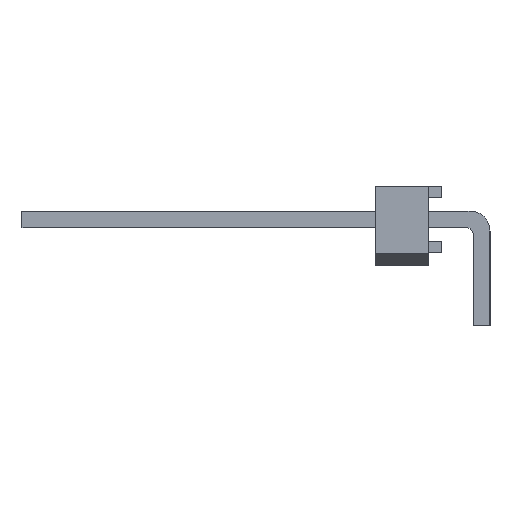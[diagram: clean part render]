
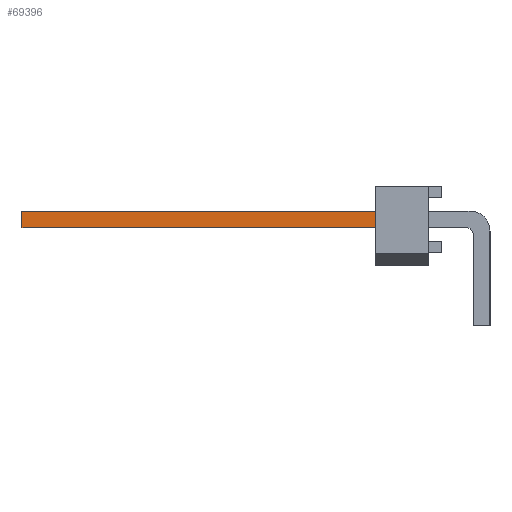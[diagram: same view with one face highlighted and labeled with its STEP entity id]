
A CAD part, left-side view. The second image highlights one B-rep face of the part: STEP entity #69396.
In plain terms, the highlighted face is planar.
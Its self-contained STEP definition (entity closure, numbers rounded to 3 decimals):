
#66519 = VERTEX_POINT('',#66520);
#66520 = CARTESIAN_POINT('',(57.468,17.526,-0.318));
#66526 = EDGE_CURVE('',#66527,#66519,#66529,.T.);
#66527 = VERTEX_POINT('',#66528);
#66528 = CARTESIAN_POINT('',(57.468,2.921,-0.318));
#66529 = LINE('',#66530,#66531);
#66530 = CARTESIAN_POINT('',(57.468,0.445,-0.318));
#66531 = VECTOR('',#66532,1.);
#66532 = DIRECTION('',(0.,1.,0.));
#68359 = VERTEX_POINT('',#68360);
#68360 = CARTESIAN_POINT('',(57.468,2.921,0.318));
#68366 = EDGE_CURVE('',#68367,#68359,#68369,.T.);
#68367 = VERTEX_POINT('',#68368);
#68368 = CARTESIAN_POINT('',(57.468,17.526,0.318));
#68369 = LINE('',#68370,#68371);
#68370 = CARTESIAN_POINT('',(57.468,17.526,0.318));
#68371 = VECTOR('',#68372,1.);
#68372 = DIRECTION('',(0.,-1.,0.));
#69385 = EDGE_CURVE('',#66519,#68367,#69386,.T.);
#69386 = LINE('',#69387,#69388);
#69387 = CARTESIAN_POINT('',(57.468,17.526,-0.318));
#69388 = VECTOR('',#69389,1.);
#69389 = DIRECTION('',(0.,0.,1.));
#69396 = ADVANCED_FACE('',(#69397),#69408,.T.);
#69397 = FACE_BOUND('',#69398,.T.);
#69398 = EDGE_LOOP('',(#69399,#69400,#69406,#69407));
#69399 = ORIENTED_EDGE('',*,*,#68366,.T.);
#69400 = ORIENTED_EDGE('',*,*,#69401,.T.);
#69401 = EDGE_CURVE('',#68359,#66527,#69402,.T.);
#69402 = LINE('',#69403,#69404);
#69403 = CARTESIAN_POINT('',(57.468,2.921,0.445));
#69404 = VECTOR('',#69405,1.);
#69405 = DIRECTION('',(0.,0.,-1.));
#69406 = ORIENTED_EDGE('',*,*,#66526,.T.);
#69407 = ORIENTED_EDGE('',*,*,#69385,.T.);
#69408 = PLANE('',#69409);
#69409 = AXIS2_PLACEMENT_3D('',#69410,#69411,#69412);
#69410 = CARTESIAN_POINT('',(57.468,0.445,0.445));
#69411 = DIRECTION('',(1.,0.,0.));
#69412 = DIRECTION('',(0.,0.,-1.));
